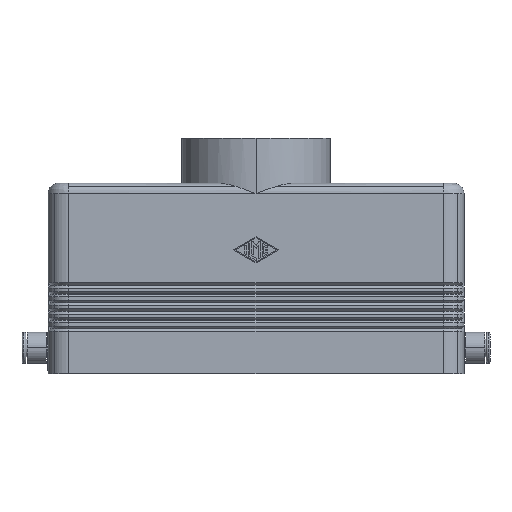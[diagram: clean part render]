
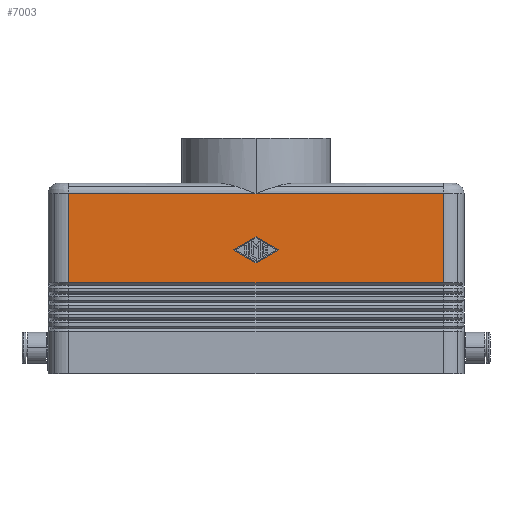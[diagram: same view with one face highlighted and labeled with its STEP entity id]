
A CAD part, front view. The second image highlights one B-rep face of the part: STEP entity #7003.
In plain terms, the highlighted planar face has unit normal (0, -1, 0).
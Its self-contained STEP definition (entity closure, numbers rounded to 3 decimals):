
#1661=CARTESIAN_POINT('',(-54.,-21.5,26.25));
#1662=VERTEX_POINT('',#1661);
#1670=CARTESIAN_POINT('',(-54.,-21.5,52.));
#1671=VERTEX_POINT('',#1670);
#1672=CARTESIAN_POINT('',(-54.,-21.5,26.25));
#1673=DIRECTION('',(0.0,0.0,1.0));
#1674=VECTOR('',#1673,25.75);
#1675=LINE('',#1672,#1674);
#1676=EDGE_CURVE('',#1662,#1671,#1675,.T.);
#4660=CARTESIAN_POINT('',(54.,-21.5,52.));
#4661=VERTEX_POINT('',#4660);
#4669=CARTESIAN_POINT('',(54.0,-21.5,26.25));
#4670=VERTEX_POINT('',#4669);
#4671=CARTESIAN_POINT('',(54.,-21.5,52.));
#4672=DIRECTION('',(0.0,0.0,-1.0));
#4673=VECTOR('',#4672,25.75);
#4674=LINE('',#4671,#4673);
#4675=EDGE_CURVE('',#4661,#4670,#4674,.T.);
#4949=CARTESIAN_POINT('',(0.0,-21.5,52.));
#4950=VERTEX_POINT('',#4949);
#4951=CARTESIAN_POINT('',(-54.,-21.5,52.));
#4952=DIRECTION('',(1.0,0.0,0.0));
#4953=VECTOR('',#4952,54.);
#4954=LINE('',#4951,#4953);
#4955=EDGE_CURVE('',#1671,#4950,#4954,.T.);
#4993=CARTESIAN_POINT('',(0.0,-21.5,52.));
#4994=DIRECTION('',(1.0,0.0,0.0));
#4995=VECTOR('',#4994,54.);
#4996=LINE('',#4993,#4995);
#4997=EDGE_CURVE('',#4950,#4661,#4996,.T.);
#6952=CARTESIAN_POINT('',(0.,-21.5,27.5));
#6953=DIRECTION('',(0.0,1.0,0.0));
#6954=DIRECTION('',(0.0,0.0,1.0));
#6955=AXIS2_PLACEMENT_3D('',#6952,#6953,#6954);
#6956=PLANE('',#6955);
#6957=ORIENTED_EDGE('',*,*,#4955,.F.);
#6958=ORIENTED_EDGE('',*,*,#1676,.F.);
#6959=CARTESIAN_POINT('',(54.0,-21.5,26.25));
#6960=DIRECTION('',(-1.0,0.0,0.0));
#6961=VECTOR('',#6960,108.);
#6962=LINE('',#6959,#6961);
#6963=EDGE_CURVE('',#4670,#1662,#6962,.T.);
#6964=ORIENTED_EDGE('',*,*,#6963,.F.);
#6965=ORIENTED_EDGE('',*,*,#4675,.F.);
#6966=ORIENTED_EDGE('',*,*,#4997,.F.);
#6967=EDGE_LOOP('',(#6957,#6958,#6964,#6965,#6966));
#6968=FACE_OUTER_BOUND('',#6967,.T.);
#6969=CARTESIAN_POINT('',(0.,-21.5,32.001));
#6970=VERTEX_POINT('',#6969);
#6971=CARTESIAN_POINT('',(-6.5,-21.5,35.75));
#6972=VERTEX_POINT('',#6971);
#6973=CARTESIAN_POINT('',(0.,-21.5,32.001));
#6974=DIRECTION('',(-0.866,0.0,0.5));
#6975=VECTOR('',#6974,7.504);
#6976=LINE('',#6973,#6975);
#6977=EDGE_CURVE('',#6970,#6972,#6976,.T.);
#6978=ORIENTED_EDGE('',*,*,#6977,.T.);
#6979=CARTESIAN_POINT('',(0.,-21.5,39.499));
#6980=VERTEX_POINT('',#6979);
#6981=CARTESIAN_POINT('',(-6.5,-21.5,35.75));
#6982=DIRECTION('',(0.866,0.0,0.5));
#6983=VECTOR('',#6982,7.504);
#6984=LINE('',#6981,#6983);
#6985=EDGE_CURVE('',#6972,#6980,#6984,.T.);
#6986=ORIENTED_EDGE('',*,*,#6985,.T.);
#6987=CARTESIAN_POINT('',(6.5,-21.5,35.75));
#6988=VERTEX_POINT('',#6987);
#6989=CARTESIAN_POINT('',(0.,-21.5,39.499));
#6990=DIRECTION('',(0.866,0.0,-0.5));
#6991=VECTOR('',#6990,7.504);
#6992=LINE('',#6989,#6991);
#6993=EDGE_CURVE('',#6980,#6988,#6992,.T.);
#6994=ORIENTED_EDGE('',*,*,#6993,.T.);
#6995=CARTESIAN_POINT('',(6.5,-21.5,35.75));
#6996=DIRECTION('',(-0.866,0.0,-0.5));
#6997=VECTOR('',#6996,7.504);
#6998=LINE('',#6995,#6997);
#6999=EDGE_CURVE('',#6988,#6970,#6998,.T.);
#7000=ORIENTED_EDGE('',*,*,#6999,.T.);
#7001=EDGE_LOOP('',(#6978,#6986,#6994,#7000));
#7002=FACE_BOUND('',#7001,.T.);
#7003=ADVANCED_FACE('',(#6968,#7002),#6956,.F.);
